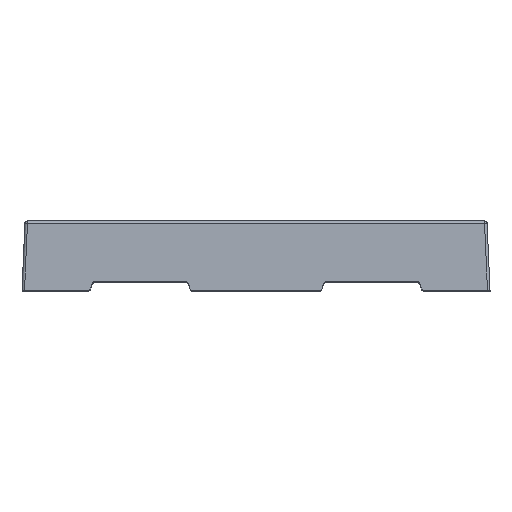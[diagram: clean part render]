
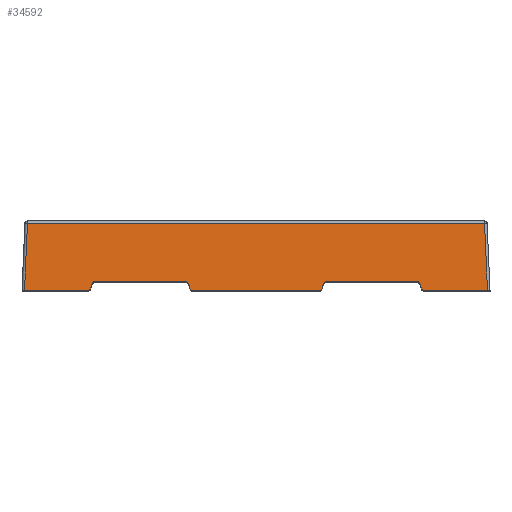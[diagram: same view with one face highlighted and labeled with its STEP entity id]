
A CAD part, top view. The second image highlights one B-rep face of the part: STEP entity #34592.
In plain terms, the highlighted planar face has unit normal (0, 0.044, 0.999).
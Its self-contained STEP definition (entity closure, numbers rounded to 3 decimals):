
#580=DIRECTION('',(1.,0.,0.));
#581=VECTOR('',#580,7.596);
#582=CARTESIAN_POINT('',(19.804,0.,27.7));
#583=LINE('8851',#582,#581);
#590=CARTESIAN_POINT('',(27.4,0.,27.7));
#764=DIRECTION('',(1.,0.,0.));
#765=VECTOR('',#764,15.192);
#766=CARTESIAN_POINT('',(-7.596,0.,27.7));
#767=LINE('8855',#766,#765);
#824=CARTESIAN_POINT('',(-27.4,0.,27.7));
#832=DIRECTION('',(1.,0.,0.));
#833=VECTOR('',#832,7.596);
#834=CARTESIAN_POINT('',(-27.4,0.,27.7));
#835=LINE('8850',#834,#833);
#9663=CARTESIAN_POINT('',(19.616,0.132,27.694));
#9664=CARTESIAN_POINT('',(19.632,0.088,27.696));
#9665=CARTESIAN_POINT('',(19.684,0.028,27.699));
#9666=CARTESIAN_POINT('',(19.757,0.,27.7));
#9667=CARTESIAN_POINT('',(19.804,0.,27.7));
#9669=DIRECTION('',(-0.342,0.939,-0.041));
#9670=VECTOR('',#9669,0.715);
#9671=CARTESIAN_POINT('',(19.616,0.132,27.694));
#9672=LINE('8863',#9671,#9670);
#9673=DIRECTION('',(1.,0.,0.));
#9674=VECTOR('',#9673,10.78);
#9675=CARTESIAN_POINT('',(8.31,1.,27.656));
#9676=LINE('7517',#9675,#9674);
#9677=DIRECTION('',(0.342,0.939,-0.041));
#9678=VECTOR('',#9677,0.715);
#9679=CARTESIAN_POINT('',(7.784,0.132,27.694));
#9680=LINE('8871',#9679,#9678);
#9681=CARTESIAN_POINT('',(7.596,0.,27.7));
#9682=CARTESIAN_POINT('',(7.643,0.,27.7));
#9683=CARTESIAN_POINT('',(7.716,0.028,27.699));
#9684=CARTESIAN_POINT('',(7.768,0.088,27.696));
#9685=CARTESIAN_POINT('',(7.784,0.132,27.694));
#9687=CARTESIAN_POINT('',(-7.784,0.132,
27.694));
#9688=CARTESIAN_POINT('',(-7.768,0.088,
27.696));
#9689=CARTESIAN_POINT('',(-7.716,0.028,
27.699));
#9690=CARTESIAN_POINT('',(-7.643,0.,27.7));
#9691=CARTESIAN_POINT('',(-7.596,0.,27.7));
#9693=DIRECTION('',(-0.342,0.939,-0.041));
#9694=VECTOR('',#9693,0.715);
#9695=CARTESIAN_POINT('',(-7.784,0.132,
27.694));
#9696=LINE('8870',#9695,#9694);
#9697=DIRECTION('',(1.,0.,0.));
#9698=VECTOR('',#9697,10.78);
#9699=CARTESIAN_POINT('',(-19.09,1.,27.656));
#9700=LINE('7516',#9699,#9698);
#9701=DIRECTION('',(0.342,0.939,-0.041));
#9702=VECTOR('',#9701,0.715);
#9703=CARTESIAN_POINT('',(-19.616,0.132,
27.694));
#9704=LINE('8862',#9703,#9702);
#9705=CARTESIAN_POINT('',(-19.804,0.,27.7));
#9706=CARTESIAN_POINT('',(-19.757,0.,27.7));
#9707=CARTESIAN_POINT('',(-19.684,0.028,
27.699));
#9708=CARTESIAN_POINT('',(-19.632,0.088,
27.696));
#9709=CARTESIAN_POINT('',(-19.616,0.132,
27.694));
#9711=DIRECTION('',(-0.044,-0.998,0.044));
#9712=VECTOR('',#9711,7.928);
#9713=CARTESIAN_POINT('',(-27.055,7.913,27.355));
#9714=LINE('7105',#9713,#9712);
#9715=DIRECTION('',(1.,0.,0.));
#9716=VECTOR('',#9715,54.11);
#9717=CARTESIAN_POINT('',(-27.055,7.913,27.355));
#9718=LINE('7101',#9717,#9716);
#9719=DIRECTION('',(0.044,-0.998,0.044));
#9720=VECTOR('',#9719,7.928);
#9721=CARTESIAN_POINT('',(27.055,7.913,27.355));
#9722=LINE('7099',#9721,#9720);
#9783=CARTESIAN_POINT('',(-19.372,0.803,
27.665));
#9784=CARTESIAN_POINT('',(-19.36,0.835,
27.664));
#9785=CARTESIAN_POINT('',(-19.328,0.89,
27.661));
#9786=CARTESIAN_POINT('',(-19.264,0.949,
27.659));
#9787=CARTESIAN_POINT('',(-19.187,0.988,
27.657));
#9788=CARTESIAN_POINT('',(-19.125,1.,27.656));
#9789=CARTESIAN_POINT('',(-19.09,1.,27.656));
#9832=CARTESIAN_POINT('',(-8.31,1.,27.656));
#9833=CARTESIAN_POINT('',(-8.275,1.,27.656));
#9834=CARTESIAN_POINT('',(-8.213,0.988,
27.657));
#9835=CARTESIAN_POINT('',(-8.136,0.949,
27.659));
#9836=CARTESIAN_POINT('',(-8.072,0.89,
27.661));
#9837=CARTESIAN_POINT('',(-8.04,0.835,
27.664));
#9838=CARTESIAN_POINT('',(-8.028,0.803,
27.665));
#9998=CARTESIAN_POINT('',(8.028,0.803,27.665));
#9999=CARTESIAN_POINT('',(8.04,0.835,27.664));
#10000=CARTESIAN_POINT('',(8.072,0.89,
27.661));
#10001=CARTESIAN_POINT('',(8.136,0.949,
27.659));
#10002=CARTESIAN_POINT('',(8.213,0.988,
27.657));
#10003=CARTESIAN_POINT('',(8.275,1.,27.656));
#10004=CARTESIAN_POINT('',(8.31,1.,27.656));
#11115=CARTESIAN_POINT('',(19.09,1.,27.656));
#11116=CARTESIAN_POINT('',(19.125,1.,27.656));
#11117=CARTESIAN_POINT('',(19.187,0.988,
27.657));
#11118=CARTESIAN_POINT('',(19.264,0.949,
27.659));
#11119=CARTESIAN_POINT('',(19.328,0.89,
27.661));
#11120=CARTESIAN_POINT('',(19.36,0.835,
27.664));
#11121=CARTESIAN_POINT('',(19.372,0.803,
27.665));
#15105=VERTEX_POINT('',#590);
#15106=CARTESIAN_POINT('',(27.055,7.913,27.355));
#15107=VERTEX_POINT('',#15106);
#15110=CARTESIAN_POINT('',(-27.055,7.913,
27.355));
#15111=VERTEX_POINT('',#15110);
#15116=VERTEX_POINT('',#824);
#15660=CARTESIAN_POINT('',(-19.09,1.,27.656));
#15661=CARTESIAN_POINT('',(-8.31,1.,27.656));
#15662=VERTEX_POINT('',#15660);
#15663=VERTEX_POINT('',#15661);
#15664=CARTESIAN_POINT('',(8.31,1.,27.656));
#15665=CARTESIAN_POINT('',(19.09,1.,27.656));
#15666=VERTEX_POINT('',#15664);
#15667=VERTEX_POINT('',#15665);
#17035=VERTEX_POINT('',#9783);
#17036=VERTEX_POINT('',#9998);
#17037=VERTEX_POINT('',#11121);
#17038=VERTEX_POINT('',#9838);
#17154=VERTEX_POINT('',#9663);
#17155=VERTEX_POINT('',#9667);
#17160=VERTEX_POINT('',#9681);
#17161=VERTEX_POINT('',#9685);
#17162=VERTEX_POINT('',#9687);
#17163=VERTEX_POINT('',#9691);
#17174=CARTESIAN_POINT('',(-19.804,0.,27.7));
#17175=VERTEX_POINT('',#17174);
#17176=VERTEX_POINT('',#9709);
#34551=CARTESIAN_POINT('',(-28.82,0.,27.7));
#34552=DIRECTION('',(0.,0.044,0.999));
#34553=DIRECTION('',(1.,0.,0.));
#34554=AXIS2_PLACEMENT_3D('',#34551,#34552,#34553);
#34555=PLANE('6124',#34554);
#34557=ORIENTED_EDGE('8837',*,*,#34556,.F.);
#34559=ORIENTED_EDGE('8863',*,*,#34558,.T.);
#34561=ORIENTED_EDGE('8665',*,*,#34560,.F.);
#34562=ORIENTED_EDGE('7517',*,*,#19116,.F.);
#34564=ORIENTED_EDGE('8664',*,*,#34563,.F.);
#34566=ORIENTED_EDGE('8871',*,*,#34565,.F.);
#34568=ORIENTED_EDGE('8841',*,*,#34567,.F.);
#34569=ORIENTED_EDGE('8855',*,*,#18136,.F.);
#34571=ORIENTED_EDGE('8842',*,*,#34570,.F.);
#34573=ORIENTED_EDGE('8870',*,*,#34572,.T.);
#34575=ORIENTED_EDGE('8666',*,*,#34574,.F.);
#34576=ORIENTED_EDGE('7516',*,*,#19139,.F.);
#34578=ORIENTED_EDGE('8663',*,*,#34577,.F.);
#34580=ORIENTED_EDGE('8862',*,*,#34579,.F.);
#34582=ORIENTED_EDGE('8848',*,*,#34581,.F.);
#34583=ORIENTED_EDGE('8850',*,*,#18171,.F.);
#34585=ORIENTED_EDGE('7105',*,*,#34584,.F.);
#34586=ORIENTED_EDGE('7101',*,*,#34535,.T.);
#34588=ORIENTED_EDGE('7099',*,*,#34587,.T.);
#34589=ORIENTED_EDGE('8851',*,*,#18077,.F.);
#34590=EDGE_LOOP('6124',(#34557,#34559,#34561,#34562,#34564,#34566,#34568,
#34569,#34571,#34573,#34575,#34576,#34578,#34580,#34582,#34583,#34585,#34586,
#34588,#34589));
#34591=FACE_OUTER_BOUND('6124',#34590,.F.);
#34592=ADVANCED_FACE('6124',(#34591),#34555,.T.);
#9668=B_SPLINE_CURVE_WITH_KNOTS('8837',3,(#9663,#9664,#9665,#9666,#9667),
.UNSPECIFIED.,.F.,.F.,(4,1,4),(0.,0.5,1.),.UNSPECIFIED.);
#9686=B_SPLINE_CURVE_WITH_KNOTS('8841',3,(#9681,#9682,#9683,#9684,#9685),
.UNSPECIFIED.,.F.,.F.,(4,1,4),(0.,0.5,1.),.UNSPECIFIED.);
#9692=B_SPLINE_CURVE_WITH_KNOTS('8842',3,(#9687,#9688,#9689,#9690,#9691),
.UNSPECIFIED.,.F.,.F.,(4,1,4),(0.,0.5,1.),.UNSPECIFIED.);
#9710=B_SPLINE_CURVE_WITH_KNOTS('8848',3,(#9705,#9706,#9707,#9708,#9709),
.UNSPECIFIED.,.F.,.F.,(4,1,4),(0.,0.5,1.),.UNSPECIFIED.);
#9790=B_SPLINE_CURVE_WITH_KNOTS('8663',3,(#9783,#9784,#9785,#9786,#9787,#9788,
#9789),.UNSPECIFIED.,.F.,.F.,(4,1,1,1,4),(0.,0.25,0.5,0.75,1.),
.UNSPECIFIED.);
#9839=B_SPLINE_CURVE_WITH_KNOTS('8666',3,(#9832,#9833,#9834,#9835,#9836,#9837,
#9838),.UNSPECIFIED.,.F.,.F.,(4,1,1,1,4),(0.,0.25,0.5,0.75,1.),
.UNSPECIFIED.);
#10005=B_SPLINE_CURVE_WITH_KNOTS('8664',3,(#9998,#9999,#10000,#10001,#10002,
#10003,#10004),.UNSPECIFIED.,.F.,.F.,(4,1,1,1,4),(0.,0.25,0.5,0.75,
1.),.UNSPECIFIED.);
#11122=B_SPLINE_CURVE_WITH_KNOTS('8665',3,(#11115,#11116,#11117,#11118,#11119,
#11120,#11121),.UNSPECIFIED.,.F.,.F.,(4,1,1,1,4),(0.,0.25,0.5,0.75,
1.),.UNSPECIFIED.);
#18077=EDGE_CURVE('8851',#17155,#15105,#583,.T.);
#18136=EDGE_CURVE('8855',#17163,#17160,#767,.T.);
#18171=EDGE_CURVE('8850',#15116,#17175,#835,.T.);
#19116=EDGE_CURVE('7517',#15666,#15667,#9676,.T.);
#19139=EDGE_CURVE('7516',#15662,#15663,#9700,.T.);
#34535=EDGE_CURVE('7101',#15111,#15107,#9718,.T.);
#34556=EDGE_CURVE('8837',#17154,#17155,#9668,.T.);
#34558=EDGE_CURVE('8863',#17154,#17037,#9672,.T.);
#34560=EDGE_CURVE('8665',#15667,#17037,#11122,.T.);
#34563=EDGE_CURVE('8664',#17036,#15666,#10005,.T.);
#34565=EDGE_CURVE('8871',#17161,#17036,#9680,.T.);
#34567=EDGE_CURVE('8841',#17160,#17161,#9686,.T.);
#34570=EDGE_CURVE('8842',#17162,#17163,#9692,.T.);
#34572=EDGE_CURVE('8870',#17162,#17038,#9696,.T.);
#34574=EDGE_CURVE('8666',#15663,#17038,#9839,.T.);
#34577=EDGE_CURVE('8663',#17035,#15662,#9790,.T.);
#34579=EDGE_CURVE('8862',#17176,#17035,#9704,.T.);
#34581=EDGE_CURVE('8848',#17175,#17176,#9710,.T.);
#34584=EDGE_CURVE('7105',#15111,#15116,#9714,.T.);
#34587=EDGE_CURVE('7099',#15107,#15105,#9722,.T.);
